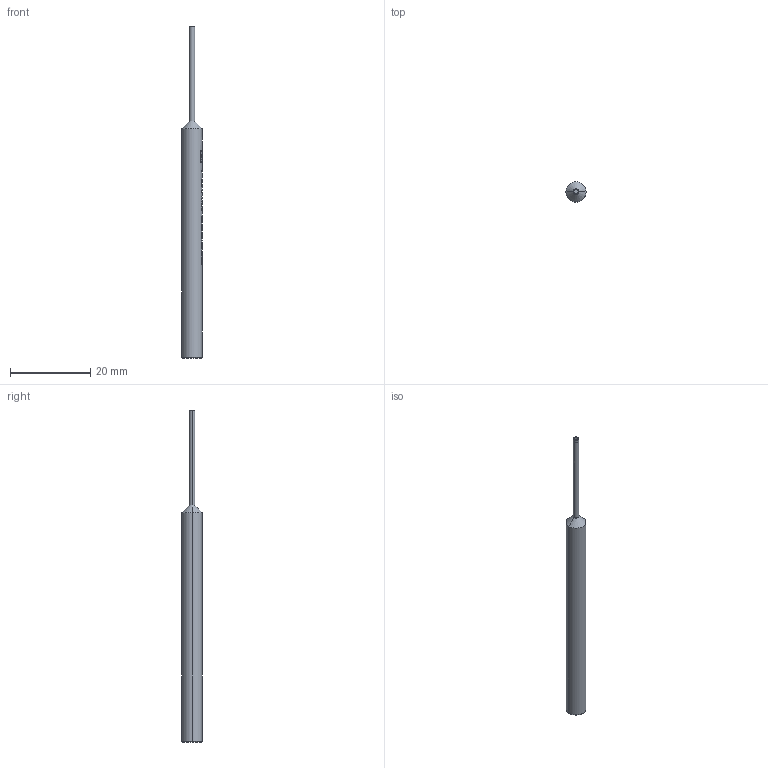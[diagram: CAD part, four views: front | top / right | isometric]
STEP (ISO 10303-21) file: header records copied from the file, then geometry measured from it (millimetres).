
FILE_DESCRIPTION (( 'STEP AP214' ), '1' );
FILE_NAME ('MOD-FEWZ-050E08.STEP', '2021-01-26T15:11:13', ( '' ), ( '' ), 'SwSTEP 2.0', 'SolidWorks 2020', '' );
FILE_SCHEMA (( 'AUTOMOTIVE_DESIGN' ));
Length unit declared in the file: millimetre
Products named in the file (1): MOD-FEWZ-050E08
Bounding box: 5 x 5 x 82.75 mm (x, y, z)
Volume: 1174.1 mm3; surface area: 1053.8 mm2
Topology: 1 solids, 1 shells, 212 faces, 609 edges, 404 vertices
Faces by surface type: plane 83, bspline 77, cylinder 48, cone 4
Entity records: 15886 total; most frequent: CARTESIAN_POINT 11006, ORIENTED_EDGE 1218, DIRECTION 694, EDGE_CURVE 609, VERTEX_POINT 404, B_SPLINE_CURVE_WITH_KNOTS 295, AXIS2_PLACEMENT_3D 244, EDGE_LOOP 217
